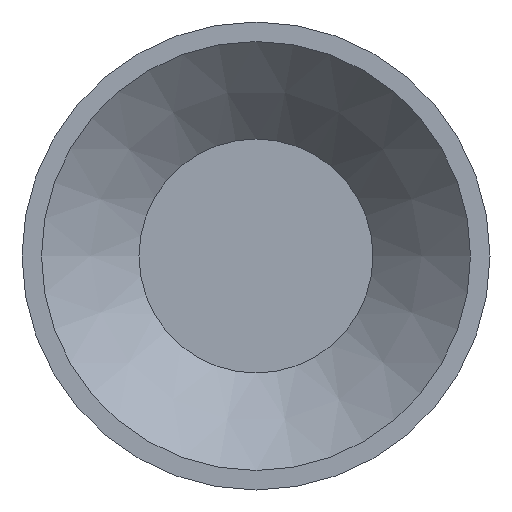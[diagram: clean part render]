
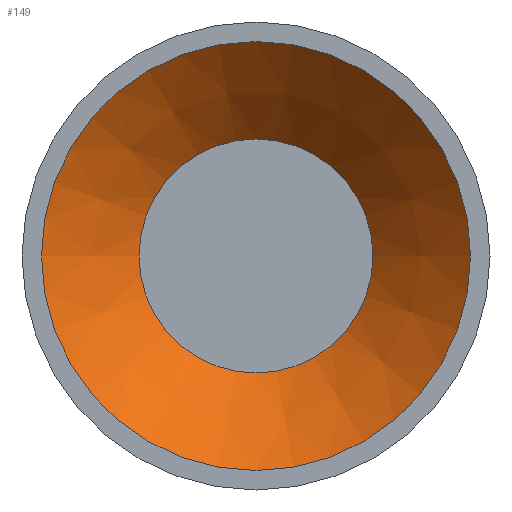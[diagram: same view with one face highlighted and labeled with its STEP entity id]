
A CAD part, front view. The second image highlights one B-rep face of the part: STEP entity #149.
In plain terms, the highlighted conical face has half-angle 45 degrees and reference radius 4.25 mm.
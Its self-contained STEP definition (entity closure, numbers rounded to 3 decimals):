
#32=FACE_OUTER_BOUND('',#44,.T.);
#44=EDGE_LOOP('',(#123,#124,#125,#126,#127));
#55=LINE('',#280,#61);
#61=VECTOR('',#232,4.25);
#70=CIRCLE('',#190,5.5);
#71=CIRCLE('',#191,3.);
#72=CIRCLE('',#192,3.);
#82=VERTEX_POINT('',#277);
#83=VERTEX_POINT('',#279);
#84=VERTEX_POINT('',#281);
#97=EDGE_CURVE('',#82,#82,#70,.T.);
#98=EDGE_CURVE('',#82,#83,#55,.T.);
#99=EDGE_CURVE('',#83,#84,#71,.T.);
#100=EDGE_CURVE('',#84,#83,#72,.T.);
#123=ORIENTED_EDGE('',*,*,#97,.T.);
#124=ORIENTED_EDGE('',*,*,#98,.T.);
#125=ORIENTED_EDGE('',*,*,#99,.T.);
#126=ORIENTED_EDGE('',*,*,#100,.T.);
#127=ORIENTED_EDGE('',*,*,#98,.F.);
#143=CONICAL_SURFACE('',#189,4.25,0.785);
#149=ADVANCED_FACE('',(#32),#143,.F.);
#189=AXIS2_PLACEMENT_3D('',#276,#228,#229);
#190=AXIS2_PLACEMENT_3D('',#278,#230,#231);
#191=AXIS2_PLACEMENT_3D('',#282,#233,#234);
#192=AXIS2_PLACEMENT_3D('',#283,#235,#236);
#228=DIRECTION('center_axis',(0.,-1.,0.));
#229=DIRECTION('ref_axis',(-1.,0.,0.));
#230=DIRECTION('center_axis',(0.,-1.,0.));
#231=DIRECTION('ref_axis',(-1.,0.,0.));
#232=DIRECTION('',(-0.707,0.707,0.));
#233=DIRECTION('center_axis',(0.,1.,0.));
#234=DIRECTION('ref_axis',(-1.,0.,0.));
#235=DIRECTION('center_axis',(0.,1.,0.));
#236=DIRECTION('ref_axis',(-1.,0.,0.));
#276=CARTESIAN_POINT('Origin',(0.,1.25,0.));
#277=CARTESIAN_POINT('',(5.5,0.,0.));
#278=CARTESIAN_POINT('Origin',(0.,0.,0.));
#279=CARTESIAN_POINT('',(3.,2.5,0.));
#280=CARTESIAN_POINT('',(4.25,1.25,0.));
#281=CARTESIAN_POINT('',(-3.,2.5,0.));
#282=CARTESIAN_POINT('Origin',(0.,2.5,0.));
#283=CARTESIAN_POINT('Origin',(0.,2.5,0.));
